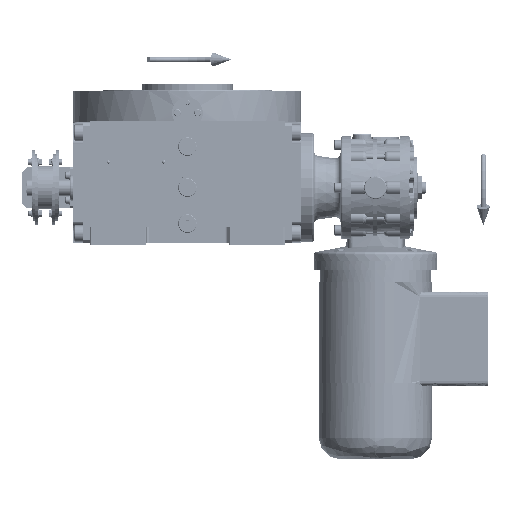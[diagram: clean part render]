
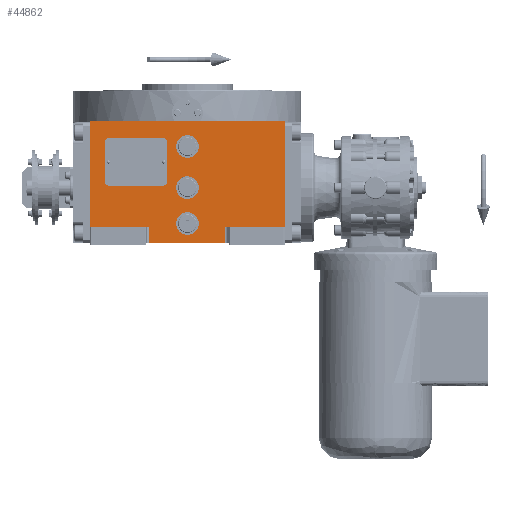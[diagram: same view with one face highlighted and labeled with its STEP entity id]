
A CAD part, top view. The second image highlights one B-rep face of the part: STEP entity #44862.
In plain terms, the highlighted planar face has unit normal (0, 0, 1).
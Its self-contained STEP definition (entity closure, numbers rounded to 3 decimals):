
#2005 = DIRECTION ( 'NONE',  ( -1., 0., 0. ) ) ;
#2077 = CARTESIAN_POINT ( 'NONE',  ( 37., -53.5, 163.5 ) ) ;
#2569 = CARTESIAN_POINT ( 'NONE',  ( 37., -38.5, 163.5 ) ) ;
#3521 = ORIENTED_EDGE ( 'NONE', *, *, #150495, .F. ) ;
#8878 = VERTEX_POINT ( 'NONE', #86330 ) ;
#9820 = LINE ( 'NONE', #161457, #15260 ) ;
#9842 = CARTESIAN_POINT ( 'NONE',  ( 11., 40., 163.5 ) ) ;
#10410 = EDGE_LOOP ( 'NONE', ( #118276, #116111 ) ) ;
#13875 = EDGE_CURVE ( 'NONE', #158030, #124910, #41136, .T. ) ;
#14182 = VERTEX_POINT ( 'NONE', #137145 ) ;
#14322 = DIRECTION ( 'NONE',  ( 0., -1., 0. ) ) ;
#14628 = CARTESIAN_POINT ( 'NONE',  ( 94.5, 64.5, 163.5 ) ) ;
#14698 = AXIS2_PLACEMENT_3D ( 'NONE', #81246, #144862, #39413 ) ;
#15260 = VECTOR ( 'NONE', #75202, 1000. ) ;
#18175 = ORIENTED_EDGE ( 'NONE', *, *, #81987, .T. ) ;
#21278 = EDGE_LOOP ( 'NONE', ( #3521, #85754 ) ) ;
#22219 = VERTEX_POINT ( 'NONE', #145749 ) ;
#23815 = CIRCLE ( 'NONE', #45220, 11. ) ;
#26477 = DIRECTION ( 'NONE',  ( 0., 0., 1. ) ) ;
#27409 = LINE ( 'NONE', #78487, #76558 ) ;
#28813 = VERTEX_POINT ( 'NONE', #130114 ) ;
#31306 = AXIS2_PLACEMENT_3D ( 'NONE', #46161, #33554, #161673 ) ;
#32246 = VERTEX_POINT ( 'NONE', #90271 ) ;
#32743 = FACE_OUTER_BOUND ( 'NONE', #51646, .T. ) ;
#33554 = DIRECTION ( 'NONE',  ( 0., 0., 1. ) ) ;
#39413 = DIRECTION ( 'NONE',  ( 1., 0., 0. ) ) ;
#40493 = VERTEX_POINT ( 'NONE', #14628 ) ;
#40587 = LINE ( 'NONE', #54788, #41303 ) ;
#41136 = LINE ( 'NONE', #2569, #146358 ) ;
#41252 = VECTOR ( 'NONE', #133930, 1000. ) ;
#41303 = VECTOR ( 'NONE', #79101, 1000. ) ;
#41797 = CARTESIAN_POINT ( 'NONE',  ( 0., 0., 163.5 ) ) ;
#44457 = ORIENTED_EDGE ( 'NONE', *, *, #93324, .T. ) ;
#44862 = ADVANCED_FACE ( 'NONE', ( #59538, #58710, #73752, #32743 ), #85485, .T. ) ;
#45220 = AXIS2_PLACEMENT_3D ( 'NONE', #41797, #94517, #80345 ) ;
#46161 = CARTESIAN_POINT ( 'NONE',  ( -94.5, -53.5, 163.5 ) ) ;
#46297 = EDGE_CURVE ( 'NONE', #67633, #83259, #125276, .T. ) ;
#47354 = ORIENTED_EDGE ( 'NONE', *, *, #106948, .F. ) ;
#49311 = VECTOR ( 'NONE', #124791, 1000. ) ;
#50402 = AXIS2_PLACEMENT_3D ( 'NONE', #81112, #135451, #108668 ) ;
#51487 = DIRECTION ( 'NONE',  ( 0., 0., 1. ) ) ;
#51646 = EDGE_LOOP ( 'NONE', ( #136301, #76227, #59647, #44457, #70737, #74080, #18175, #47354 ) ) ;
#52273 = CARTESIAN_POINT ( 'NONE',  ( 0., 40., 163.5 ) ) ;
#52430 = DIRECTION ( 'NONE',  ( -1., 0., 0. ) ) ;
#53092 = CARTESIAN_POINT ( 'NONE',  ( -11., 0., 163.5 ) ) ;
#54788 = CARTESIAN_POINT ( 'NONE',  ( -94.5, 64.5, 163.5 ) ) ;
#55317 = EDGE_CURVE ( 'NONE', #22219, #40493, #40587, .T. ) ;
#55540 = ORIENTED_EDGE ( 'NONE', *, *, #68480, .F. ) ;
#55922 = CARTESIAN_POINT ( 'NONE',  ( -94.5, -38.5, 163.5 ) ) ;
#58190 = CARTESIAN_POINT ( 'NONE',  ( -11., -35., 163.5 ) ) ;
#58710 = FACE_BOUND ( 'NONE', #10410, .T. ) ;
#59538 = FACE_BOUND ( 'NONE', #21278, .T. ) ;
#59647 = ORIENTED_EDGE ( 'NONE', *, *, #133707, .T. ) ;
#60174 = EDGE_CURVE ( 'NONE', #32246, #86596, #146807, .T. ) ;
#61254 = CIRCLE ( 'NONE', #152082, 11. ) ;
#65899 = DIRECTION ( 'NONE',  ( 1., 0., 0. ) ) ;
#67325 = DIRECTION ( 'NONE',  ( -1., 0., 0. ) ) ;
#67633 = VERTEX_POINT ( 'NONE', #58190 ) ;
#68480 = EDGE_CURVE ( 'NONE', #86596, #32246, #130560, .T. ) ;
#70737 = ORIENTED_EDGE ( 'NONE', *, *, #55317, .F. ) ;
#71929 = VERTEX_POINT ( 'NONE', #55922 ) ;
#73752 = FACE_BOUND ( 'NONE', #130132, .T. ) ;
#74080 = ORIENTED_EDGE ( 'NONE', *, *, #85240, .F. ) ;
#74500 = AXIS2_PLACEMENT_3D ( 'NONE', #79951, #78299, #2005 ) ;
#75202 = DIRECTION ( 'NONE',  ( 0., 1., 0. ) ) ;
#76227 = ORIENTED_EDGE ( 'NONE', *, *, #13875, .F. ) ;
#76558 = VECTOR ( 'NONE', #65899, 1000. ) ;
#78299 = DIRECTION ( 'NONE',  ( 0., 0., 1. ) ) ;
#78487 = CARTESIAN_POINT ( 'NONE',  ( -37., -53.5, 163.5 ) ) ;
#79101 = DIRECTION ( 'NONE',  ( 1., 0., 0. ) ) ;
#79951 = CARTESIAN_POINT ( 'NONE',  ( 0., -35., 163.5 ) ) ;
#80345 = DIRECTION ( 'NONE',  ( 1., 0., 0. ) ) ;
#81112 = CARTESIAN_POINT ( 'NONE',  ( 0., 40., 163.5 ) ) ;
#81246 = CARTESIAN_POINT ( 'NONE',  ( 0., -35., 163.5 ) ) ;
#81987 = EDGE_CURVE ( 'NONE', #71929, #89680, #161529, .T. ) ;
#83259 = VERTEX_POINT ( 'NONE', #150634 ) ;
#85240 = EDGE_CURVE ( 'NONE', #71929, #22219, #9820, .T. ) ;
#85242 = DIRECTION ( 'NONE',  ( 0., 1., 0. ) ) ;
#85485 = PLANE ( 'NONE',  #31306 ) ;
#85754 = ORIENTED_EDGE ( 'NONE', *, *, #98345, .F. ) ;
#86330 = CARTESIAN_POINT ( 'NONE',  ( 94.5, -38.5, 163.5 ) ) ;
#86596 = VERTEX_POINT ( 'NONE', #9842 ) ;
#86652 = DIRECTION ( 'NONE',  ( 0., 1., 0. ) ) ;
#87116 = LINE ( 'NONE', #138185, #49311 ) ;
#87474 = CARTESIAN_POINT ( 'NONE',  ( -37., -53.5, 163.5 ) ) ;
#89680 = VERTEX_POINT ( 'NONE', #99354 ) ;
#90271 = CARTESIAN_POINT ( 'NONE',  ( -11., 40., 163.5 ) ) ;
#93324 = EDGE_CURVE ( 'NONE', #8878, #40493, #110376, .T. ) ;
#94517 = DIRECTION ( 'NONE',  ( 0., 0., 1. ) ) ;
#94992 = EDGE_CURVE ( 'NONE', #28813, #124910, #27409, .T. ) ;
#98345 = EDGE_CURVE ( 'NONE', #114322, #14182, #61254, .T. ) ;
#99354 = CARTESIAN_POINT ( 'NONE',  ( -37., -38.5, 163.5 ) ) ;
#101334 = AXIS2_PLACEMENT_3D ( 'NONE', #52273, #51487, #67325 ) ;
#105702 = CIRCLE ( 'NONE', #14698, 11. ) ;
#106948 = EDGE_CURVE ( 'NONE', #28813, #89680, #122680, .T. ) ;
#108668 = DIRECTION ( 'NONE',  ( 1., 0., 0. ) ) ;
#110376 = LINE ( 'NONE', #161436, #127248 ) ;
#111270 = CARTESIAN_POINT ( 'NONE',  ( -94.5, -38.5, 163.5 ) ) ;
#114322 = VERTEX_POINT ( 'NONE', #53092 ) ;
#116111 = ORIENTED_EDGE ( 'NONE', *, *, #46297, .F. ) ;
#116687 = EDGE_CURVE ( 'NONE', #83259, #67633, #105702, .T. ) ;
#118276 = ORIENTED_EDGE ( 'NONE', *, *, #116687, .F. ) ;
#122680 = LINE ( 'NONE', #87474, #146374 ) ;
#124791 = DIRECTION ( 'NONE',  ( 1., 0., 0. ) ) ;
#124910 = VERTEX_POINT ( 'NONE', #2077 ) ;
#125276 = CIRCLE ( 'NONE', #74500, 11. ) ;
#127248 = VECTOR ( 'NONE', #85242, 1000. ) ;
#130114 = CARTESIAN_POINT ( 'NONE',  ( -37., -53.5, 163.5 ) ) ;
#130132 = EDGE_LOOP ( 'NONE', ( #55540, #138935 ) ) ;
#130533 = CARTESIAN_POINT ( 'NONE',  ( 37., -38.5, 163.5 ) ) ;
#130560 = CIRCLE ( 'NONE', #50402, 11. ) ;
#133707 = EDGE_CURVE ( 'NONE', #158030, #8878, #87116, .T. ) ;
#133930 = DIRECTION ( 'NONE',  ( 1., 0., 0. ) ) ;
#135451 = DIRECTION ( 'NONE',  ( 0., 0., 1. ) ) ;
#136301 = ORIENTED_EDGE ( 'NONE', *, *, #94992, .T. ) ;
#137145 = CARTESIAN_POINT ( 'NONE',  ( 11., 0., 163.5 ) ) ;
#138185 = CARTESIAN_POINT ( 'NONE',  ( 37., -38.5, 163.5 ) ) ;
#138935 = ORIENTED_EDGE ( 'NONE', *, *, #60174, .F. ) ;
#144862 = DIRECTION ( 'NONE',  ( 0., 0., 1. ) ) ;
#145749 = CARTESIAN_POINT ( 'NONE',  ( -94.5, 64.5, 163.5 ) ) ;
#146358 = VECTOR ( 'NONE', #14322, 1000. ) ;
#146374 = VECTOR ( 'NONE', #86652, 1000. ) ;
#146807 = CIRCLE ( 'NONE', #101334, 11. ) ;
#150495 = EDGE_CURVE ( 'NONE', #14182, #114322, #23815, .T. ) ;
#150634 = CARTESIAN_POINT ( 'NONE',  ( 11., -35., 163.5 ) ) ;
#152082 = AXIS2_PLACEMENT_3D ( 'NONE', #153717, #26477, #52430 ) ;
#153717 = CARTESIAN_POINT ( 'NONE',  ( 0., 0., 163.5 ) ) ;
#158030 = VERTEX_POINT ( 'NONE', #130533 ) ;
#161436 = CARTESIAN_POINT ( 'NONE',  ( 94.5, -38.5, 163.5 ) ) ;
#161457 = CARTESIAN_POINT ( 'NONE',  ( -94.5, -38.5, 163.5 ) ) ;
#161529 = LINE ( 'NONE', #111270, #41252 ) ;
#161673 = DIRECTION ( 'NONE',  ( 1., 0., 0. ) ) ;
